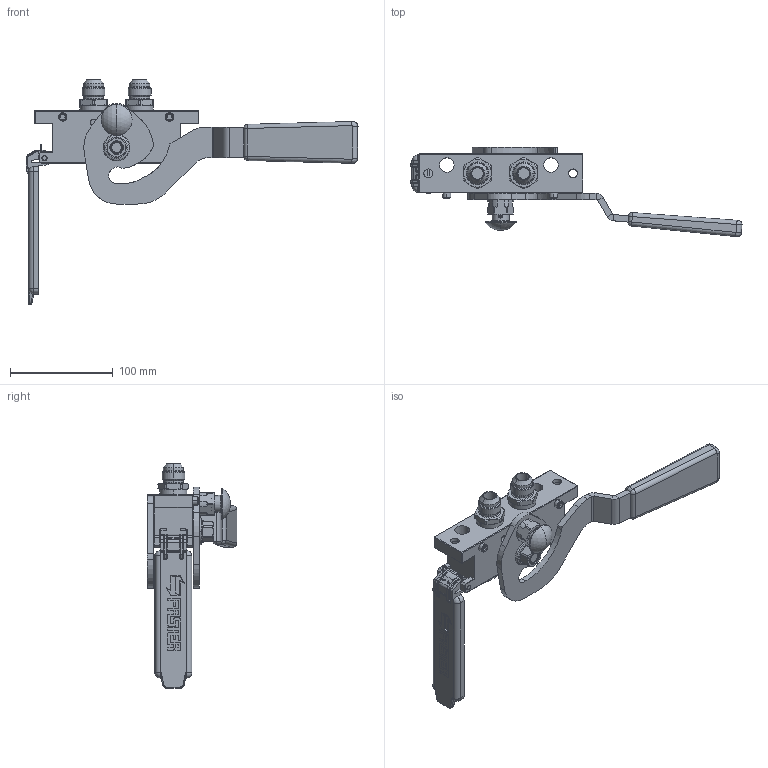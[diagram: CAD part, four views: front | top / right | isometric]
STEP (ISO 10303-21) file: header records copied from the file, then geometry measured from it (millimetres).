
FILE_DESCRIPTION (( 'STEP AP214' ), '1' );
FILE_NAME ('FASTER.step', '2021-01-04T10:29:53', ( '' ), ( '' ), 'SwSTEP 2.0', 'SolidWorks 2017', '' );
FILE_SCHEMA (( 'AUTOMOTIVE_DESIGN' ));
Length unit declared in the file: millimetre
Products named in the file (31): or1_5x7_m; gr_m8x12_cl.; 4830_025_2000_000; 4830_022_0000_011; 4830_025_1000_000; 4860_024_0001_011; 4830_001_0005_301; 4860_024_0001_021; 1540_080_0012_000; 4830_025_0000_001; FASTER; sicura_p5; 4132_014_0000_000; 0048_042_0412_000; 4860_024_0001_020; 2ffnb38-13_gsf; 4860_020_0001_003; A_2ffnb38-13_gsf; CURS_MOLLA_38; 4850_030_1000_000; 4860_024_0000_012; 4132_072_0000_300; 4830_001_0005_300; 4860_024_0001_001; 4830_070_0000_001; 4860_001_0003_000; 4860_001_0001_000; PB06_F_DX_BASE; 4860_020_0001_002
Assembly tree (33 placements, depth 4):
  FASTER
    PB06_F_DX_BASE
      4860_020_0001_003
        4860_020_0001_002
        gr_m8x12_cl.  x2
      4860_001_0003_000
      4860_001_0001_000
      4830_025_1000_000
      4830_022_0000_011
      4830_070_0000_001
      4830_001_0005_300
      4830_001_0005_301
      4850_030_1000_000  x2
    A_2ffnb38-13_gsf  x2
      CURS_MOLLA_38
        4132_072_0000_300
        4132_014_0000_000
      2ffnb38-13_gsf
        2ffnb38-13_gsf
    4860_024_0001_011
      4860_024_0001_001
        4860_024_0001_020
        4860_024_0001_021
      sicura_p5
        4830_025_0000_001
        or1_5x7_m
        0048_042_0412_000
      4860_024_0001_011
      4860_024_0000_012
      4830_025_2000_000
      1540_080_0012_000
Bounding box: 323.43 x 87.06 x 218.8 mm (x, y, z)
Volume: 113808.3 mm3; surface area: 169139.5 mm2
Topology: 19 solids, 53 shells, 2389 faces, 6194 edges, 3900 vertices
Faces by surface type: plane 1198, cylinder 589, cone 235, bspline 198, torus 138, sphere 31
Entity records: 95067 total; most frequent: CARTESIAN_POINT 42090, ORIENTED_EDGE 10592, DIRECTION 9742, EDGE_CURVE 5415, VERTEX_POINT 3414, VECTOR 3370, LINE 3370, AXIS2_PLACEMENT_3D 3186
